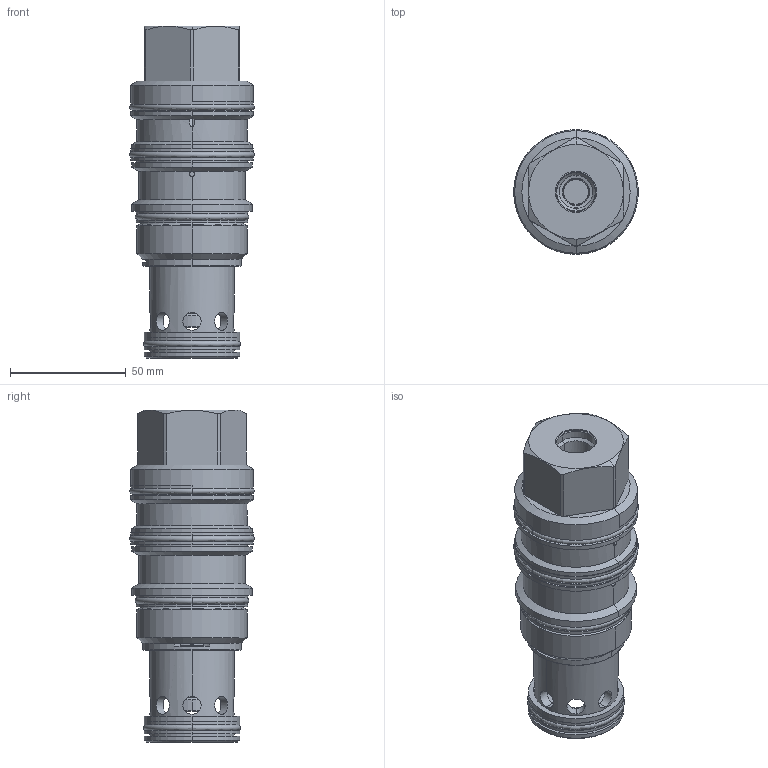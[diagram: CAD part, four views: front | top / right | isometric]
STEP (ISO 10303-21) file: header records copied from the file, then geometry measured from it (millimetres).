
FILE_DESCRIPTION((''),'2;1');
FILE_NAME('DOJR8-HN_PRT','2015-03-18T',('Administrator'),(''),'PRO/ENGINEER BY PARAMETRIC TECHNOLOGY CORPORATION, 2006240','PRO/ENGINEER BY PARAMETRIC TECHNOLOGY CORPORATION, 2006240','');
FILE_SCHEMA(('CONFIG_CONTROL_DESIGN'));
Length unit declared in the file: inch
Products named in the file (1): DOJR8-HN_PRT
Bounding box: 53.84 x 53.84 x 143.69 mm (x, y, z)
Volume: 193983.3 mm3; surface area: 76699.1 mm2
Topology: 6 solids, 6 shells, 404 faces, 882 edges, 528 vertices
Faces by surface type: cylinder 188, cone 88, plane 78, torus 34, revolution 16
Entity records: 12882 total; most frequent: CARTESIAN_POINT 3812, DIRECTION 2024, ORIENTED_EDGE 1752, EDGE_CURVE 876, AXIS2_PLACEMENT_3D 856, VERTEX_POINT 528, EDGE_LOOP 482, CIRCLE 468
